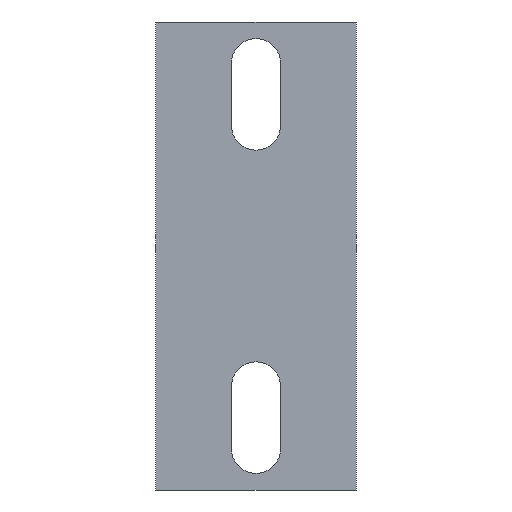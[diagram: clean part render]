
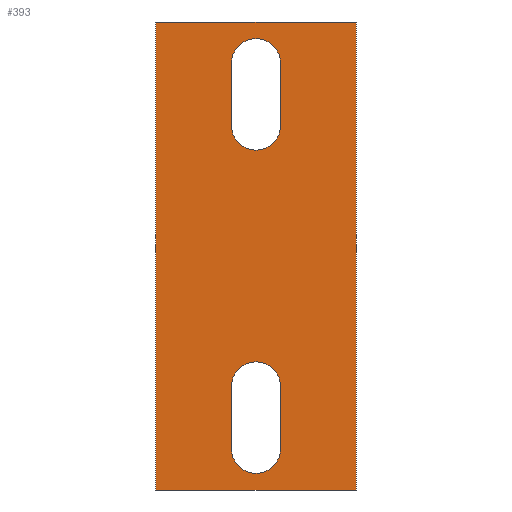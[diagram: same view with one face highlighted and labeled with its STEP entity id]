
A CAD part, front view. The second image highlights one B-rep face of the part: STEP entity #393.
In plain terms, the highlighted planar face has unit normal (0, -1, 0).
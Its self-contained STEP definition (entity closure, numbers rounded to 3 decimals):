
#393 = ADVANCED_FACE( '', ( #885, #886, #887 ), #888, .T. );
#885 = FACE_BOUND( '', #1472, .T. );
#886 = FACE_BOUND( '', #1473, .T. );
#887 = FACE_OUTER_BOUND( '', #1474, .T. );
#888 = PLANE( '', #1475 );
#1472 = EDGE_LOOP( '', ( #2799, #2800, #2801, #2802 ) );
#1473 = EDGE_LOOP( '', ( #2803, #2804, #2805, #2806 ) );
#1474 = EDGE_LOOP( '', ( #2807, #2808, #2809, #2810 ) );
#1475 = AXIS2_PLACEMENT_3D( '', #2811, #2812, #2813 );
#2799 = ORIENTED_EDGE( '', *, *, #4378, .F. );
#2800 = ORIENTED_EDGE( '', *, *, #4314, .F. );
#2801 = ORIENTED_EDGE( '', *, *, #4281, .F. );
#2802 = ORIENTED_EDGE( '', *, *, #4379, .F. );
#2803 = ORIENTED_EDGE( '', *, *, #4380, .F. );
#2804 = ORIENTED_EDGE( '', *, *, #4381, .F. );
#2805 = ORIENTED_EDGE( '', *, *, #4382, .F. );
#2806 = ORIENTED_EDGE( '', *, *, #4032, .F. );
#2807 = ORIENTED_EDGE( '', *, *, #4287, .F. );
#2808 = ORIENTED_EDGE( '', *, *, #4383, .F. );
#2809 = ORIENTED_EDGE( '', *, *, #4384, .T. );
#2810 = ORIENTED_EDGE( '', *, *, #4158, .T. );
#2811 = CARTESIAN_POINT( '', ( -9., 0., -42. ) );
#2812 = DIRECTION( '', ( 0., -1., 0. ) );
#2813 = DIRECTION( '', ( 0., 0., -1. ) );
#4032 = EDGE_CURVE( '', #5056, #5058, #5059, .T. );
#4158 = EDGE_CURVE( '', #5266, #5263, #5267, .T. );
#4281 = EDGE_CURVE( '', #5450, #5452, #5453, .T. );
#4287 = EDGE_CURVE( '', #5459, #5263, #5461, .T. );
#4314 = EDGE_CURVE( '', #5452, #5503, #5504, .T. );
#4378 = EDGE_CURVE( '', #5503, #5595, #5596, .T. );
#4379 = EDGE_CURVE( '', #5595, #5450, #5597, .T. );
#4380 = EDGE_CURVE( '', #5598, #5056, #5599, .T. );
#4381 = EDGE_CURVE( '', #5600, #5598, #5601, .T. );
#4382 = EDGE_CURVE( '', #5058, #5600, #5602, .T. );
#4383 = EDGE_CURVE( '', #5603, #5459, #5604, .T. );
#4384 = EDGE_CURVE( '', #5603, #5266, #5605, .T. );
#5056 = VERTEX_POINT( '', #6518 );
#5058 = VERTEX_POINT( '', #6521 );
#5059 = CIRCLE( '', #6522, 2.2 );
#5263 = VERTEX_POINT( '', #6807 );
#5266 = VERTEX_POINT( '', #6811 );
#5267 = LINE( '', #6812, #6813 );
#5450 = VERTEX_POINT( '', #7057 );
#5452 = VERTEX_POINT( '', #7060 );
#5453 = LINE( '', #7061, #7062 );
#5459 = VERTEX_POINT( '', #7070 );
#5461 = LINE( '', #7073, #7074 );
#5503 = VERTEX_POINT( '', #7134 );
#5504 = CIRCLE( '', #7135, 2.2 );
#5595 = VERTEX_POINT( '', #7275 );
#5596 = LINE( '', #7276, #7277 );
#5597 = CIRCLE( '', #7278, 2.2 );
#5598 = VERTEX_POINT( '', #7279 );
#5599 = LINE( '', #7280, #7281 );
#5600 = VERTEX_POINT( '', #7282 );
#5601 = CIRCLE( '', #7283, 2.2 );
#5602 = LINE( '', #7284, #7285 );
#5603 = VERTEX_POINT( '', #7286 );
#5604 = LINE( '', #7287, #7288 );
#5605 = LINE( '', #7289, #7290 );
#6518 = CARTESIAN_POINT( '', ( -2.2, 0., -9.3 ) );
#6521 = CARTESIAN_POINT( '', ( 2.2, 0., -9.3 ) );
#6522 = AXIS2_PLACEMENT_3D( '', #7970, #7971, #7972 );
#6807 = CARTESIAN_POINT( '', ( 9., 0., 0. ) );
#6811 = CARTESIAN_POINT( '', ( 9., 0., -42. ) );
#6812 = CARTESIAN_POINT( '', ( 9., 0., -42. ) );
#6813 = VECTOR( '', #8112, 1000. );
#7057 = CARTESIAN_POINT( '', ( 2.2, 0., -38.3 ) );
#7060 = CARTESIAN_POINT( '', ( 2.2, 0., -32.7 ) );
#7061 = CARTESIAN_POINT( '', ( 2.2, 0., -38.3 ) );
#7062 = VECTOR( '', #8292, 1000. );
#7070 = CARTESIAN_POINT( '', ( -9., 0., 0. ) );
#7073 = CARTESIAN_POINT( '', ( -9., 0., 0. ) );
#7074 = VECTOR( '', #8296, 1000. );
#7134 = CARTESIAN_POINT( '', ( -2.2, 0., -32.7 ) );
#7135 = AXIS2_PLACEMENT_3D( '', #8327, #8328, #8329 );
#7275 = CARTESIAN_POINT( '', ( -2.2, 0., -38.3 ) );
#7276 = CARTESIAN_POINT( '', ( -2.2, 0., -32.7 ) );
#7277 = VECTOR( '', #8382, 1000. );
#7278 = AXIS2_PLACEMENT_3D( '', #8383, #8384, #8385 );
#7279 = CARTESIAN_POINT( '', ( -2.2, 0., -3.7 ) );
#7280 = CARTESIAN_POINT( '', ( -2.2, 0., -3.7 ) );
#7281 = VECTOR( '', #8386, 1000. );
#7282 = CARTESIAN_POINT( '', ( 2.2, 0., -3.7 ) );
#7283 = AXIS2_PLACEMENT_3D( '', #8387, #8388, #8389 );
#7284 = CARTESIAN_POINT( '', ( 2.2, 0., -9.3 ) );
#7285 = VECTOR( '', #8390, 1000. );
#7286 = CARTESIAN_POINT( '', ( -9., 0., -42. ) );
#7287 = CARTESIAN_POINT( '', ( -9., 0., -42. ) );
#7288 = VECTOR( '', #8391, 1000. );
#7289 = CARTESIAN_POINT( '', ( -9., 0., -42. ) );
#7290 = VECTOR( '', #8392, 1000. );
#7970 = CARTESIAN_POINT( '', ( 0., 0., -9.3 ) );
#7971 = DIRECTION( '', ( 0., -1., 0. ) );
#7972 = DIRECTION( '', ( 0., 0., 1. ) );
#8112 = DIRECTION( '', ( 0., 0., 1. ) );
#8292 = DIRECTION( '', ( 0., 0., 1. ) );
#8296 = DIRECTION( '', ( 1., 0., 0. ) );
#8327 = CARTESIAN_POINT( '', ( 0., 0., -32.7 ) );
#8328 = DIRECTION( '', ( 0., -1., 0. ) );
#8329 = DIRECTION( '', ( 0., 0., 1. ) );
#8382 = DIRECTION( '', ( 0., 0., -1. ) );
#8383 = CARTESIAN_POINT( '', ( 0., 0., -38.3 ) );
#8384 = DIRECTION( '', ( 0., -1., 0. ) );
#8385 = DIRECTION( '', ( 0., 0., 1. ) );
#8386 = DIRECTION( '', ( 0., 0., -1. ) );
#8387 = CARTESIAN_POINT( '', ( 0., 0., -3.7 ) );
#8388 = DIRECTION( '', ( 0., -1., 0. ) );
#8389 = DIRECTION( '', ( 0., 0., 1. ) );
#8390 = DIRECTION( '', ( 0., 0., 1. ) );
#8391 = DIRECTION( '', ( 0., 0., 1. ) );
#8392 = DIRECTION( '', ( 1., 0., 0. ) );
